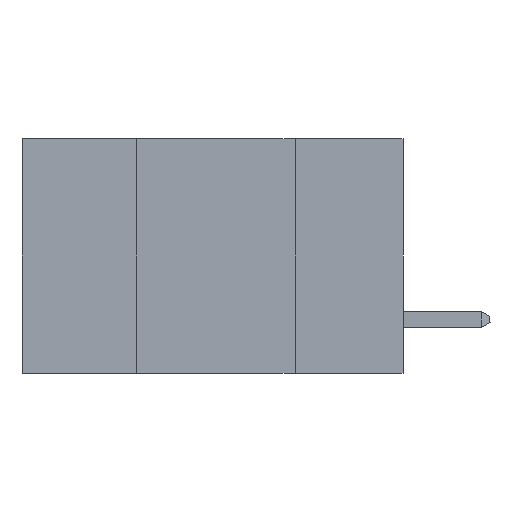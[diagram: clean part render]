
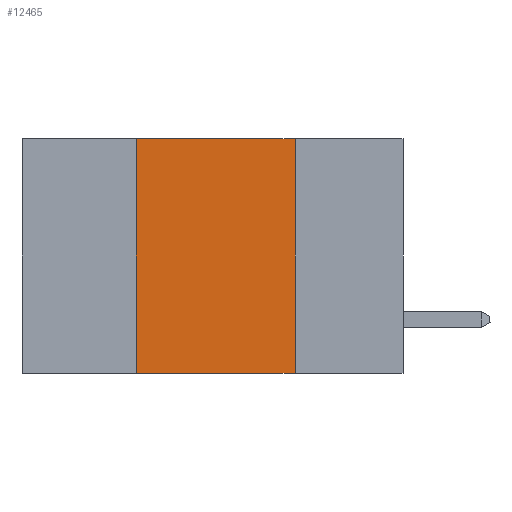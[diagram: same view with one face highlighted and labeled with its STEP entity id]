
A CAD part, left-side view. The second image highlights one B-rep face of the part: STEP entity #12465.
In plain terms, the highlighted planar face has unit normal (-1, 0, 0).
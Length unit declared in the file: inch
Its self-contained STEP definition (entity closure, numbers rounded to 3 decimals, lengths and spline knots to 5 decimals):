
#21 = FACE_OUTER_BOUND ( 'NONE', #4669, .T. ) ;
#314 = CARTESIAN_POINT ( 'NONE',  ( 0., 0.17, 0. ) ) ;
#348 = CARTESIAN_POINT ( 'NONE',  ( 0., 0.42, -0.37 ) ) ;
#435 = DIRECTION ( 'NONE',  ( 0., -1., 0. ) ) ;
#799 = VECTOR ( 'NONE', #11764, 39.37008 ) ;
#2628 = CARTESIAN_POINT ( 'NONE',  ( 0., 0.6, 0. ) ) ;
#3247 = VERTEX_POINT ( 'NONE', #8113 ) ;
#4452 = VECTOR ( 'NONE', #15988, 39.37008 ) ;
#4669 = EDGE_LOOP ( 'NONE', ( #13580, #13808, #12473, #7948 ) ) ;
#4924 = DIRECTION ( 'NONE',  ( 1., 0., 0. ) ) ;
#5539 = LINE ( 'NONE', #16054, #8169 ) ;
#6152 = CARTESIAN_POINT ( 'NONE',  ( 0., 0.42, 0. ) ) ;
#6432 = EDGE_CURVE ( 'NONE', #15980, #15026, #11628, .T. ) ;
#7948 = ORIENTED_EDGE ( 'NONE', *, *, #11583, .T. ) ;
#8113 = CARTESIAN_POINT ( 'NONE',  ( 0., 0.17, 0. ) ) ;
#8169 = VECTOR ( 'NONE', #435, 39.37008 ) ;
#10051 = PLANE ( 'NONE',  #12365 ) ;
#10385 = LINE ( 'NONE', #2628, #799 ) ;
#11583 = EDGE_CURVE ( 'NONE', #15980, #16141, #5539, .T. ) ;
#11628 = LINE ( 'NONE', #14263, #11825 ) ;
#11764 = DIRECTION ( 'NONE',  ( 0., -1., 0. ) ) ;
#11825 = VECTOR ( 'NONE', #12317, 39.37008 ) ;
#12317 = DIRECTION ( 'NONE',  ( 0., 0., 1. ) ) ;
#12365 = AXIS2_PLACEMENT_3D ( 'NONE', #12740, #4924, #14050 ) ;
#12465 = ADVANCED_FACE ( 'NONE', ( #21 ), #10051, .F. ) ;
#12473 = ORIENTED_EDGE ( 'NONE', *, *, #6432, .F. ) ;
#12740 = CARTESIAN_POINT ( 'NONE',  ( 0., 0.6, 0. ) ) ;
#13132 = EDGE_CURVE ( 'NONE', #15026, #3247, #10385, .T. ) ;
#13580 = ORIENTED_EDGE ( 'NONE', *, *, #15406, .F. ) ;
#13685 = CARTESIAN_POINT ( 'NONE',  ( 0., 0.17, -0.37 ) ) ;
#13808 = ORIENTED_EDGE ( 'NONE', *, *, #13132, .F. ) ;
#14050 = DIRECTION ( 'NONE',  ( 0., 0., -1. ) ) ;
#14263 = CARTESIAN_POINT ( 'NONE',  ( 0., 0.42, 0. ) ) ;
#15026 = VERTEX_POINT ( 'NONE', #6152 ) ;
#15406 = EDGE_CURVE ( 'NONE', #3247, #16141, #16302, .T. ) ;
#15980 = VERTEX_POINT ( 'NONE', #348 ) ;
#15988 = DIRECTION ( 'NONE',  ( 0., 0., -1. ) ) ;
#16054 = CARTESIAN_POINT ( 'NONE',  ( 0., 0.6, -0.37 ) ) ;
#16141 = VERTEX_POINT ( 'NONE', #13685 ) ;
#16302 = LINE ( 'NONE', #314, #4452 ) ;
